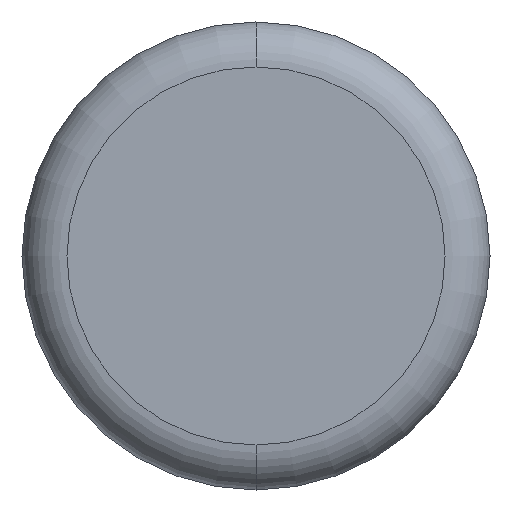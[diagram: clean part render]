
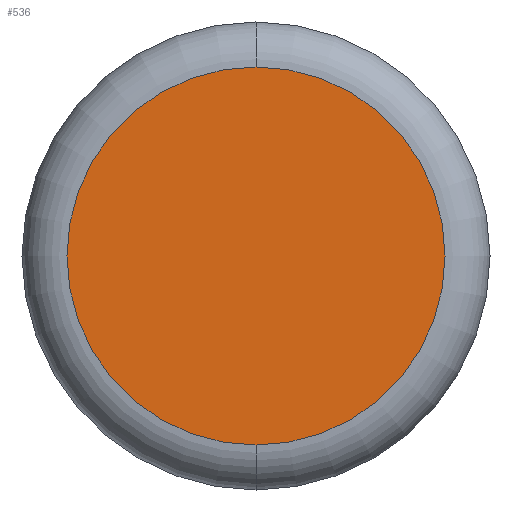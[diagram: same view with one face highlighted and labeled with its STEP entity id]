
A CAD part, front view. The second image highlights one B-rep face of the part: STEP entity #536.
In plain terms, the highlighted planar face has unit normal (0, -1, 0).
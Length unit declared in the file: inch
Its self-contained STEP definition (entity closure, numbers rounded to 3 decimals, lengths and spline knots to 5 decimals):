
#1 = DIRECTION ( 'NONE',  ( 0., 0., -1. ) ) ;
#2 = CARTESIAN_POINT ( 'NONE',  ( 0., 0., 0. ) ) ;
#109 = CIRCLE ( 'NONE', #212, 0.12625 ) ;
#114 = CARTESIAN_POINT ( 'NONE',  ( 0., 0., 0.12625 ) ) ;
#119 = DIRECTION ( 'NONE',  ( 0., -1., 0. ) ) ;
#129 = CARTESIAN_POINT ( 'NONE',  ( 0., 0., 0. ) ) ;
#149 = VERTEX_POINT ( 'NONE', #114 ) ;
#198 = ORIENTED_EDGE ( 'NONE', *, *, #274, .T. ) ;
#212 = AXIS2_PLACEMENT_3D ( 'NONE', #308, #513, #400 ) ;
#223 = CIRCLE ( 'NONE', #467, 0.12625 ) ;
#249 = EDGE_CURVE ( 'NONE', #149, #401, #223, .T. ) ;
#250 = CARTESIAN_POINT ( 'NONE',  ( 0., 0., -0.12625 ) ) ;
#261 = DIRECTION ( 'NONE',  ( 0., -1., 0. ) ) ;
#274 = EDGE_CURVE ( 'NONE', #401, #149, #109, .T. ) ;
#284 = AXIS2_PLACEMENT_3D ( 'NONE', #129, #119, #1 ) ;
#286 = EDGE_LOOP ( 'NONE', ( #198, #313 ) ) ;
#306 = FACE_OUTER_BOUND ( 'NONE', #286, .T. ) ;
#308 = CARTESIAN_POINT ( 'NONE',  ( 0., 0., 0. ) ) ;
#313 = ORIENTED_EDGE ( 'NONE', *, *, #249, .T. ) ;
#400 = DIRECTION ( 'NONE',  ( 0., 0., -1. ) ) ;
#401 = VERTEX_POINT ( 'NONE', #250 ) ;
#467 = AXIS2_PLACEMENT_3D ( 'NONE', #2, #261, #524 ) ;
#478 = PLANE ( 'NONE',  #284 ) ;
#513 = DIRECTION ( 'NONE',  ( 0., -1., 0. ) ) ;
#524 = DIRECTION ( 'NONE',  ( 0., 0., -1. ) ) ;
#536 = ADVANCED_FACE ( 'NONE', ( #306 ), #478, .T. ) ;
